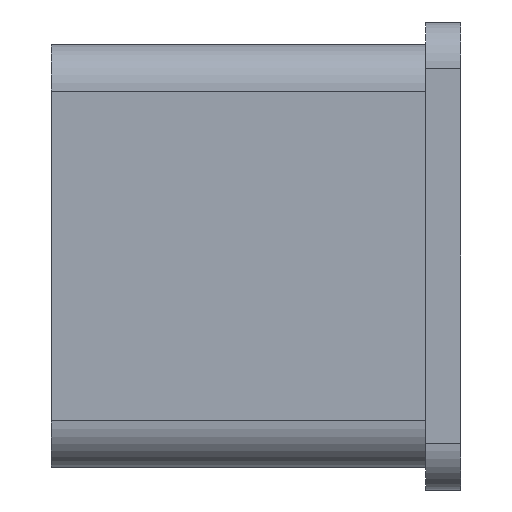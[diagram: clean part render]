
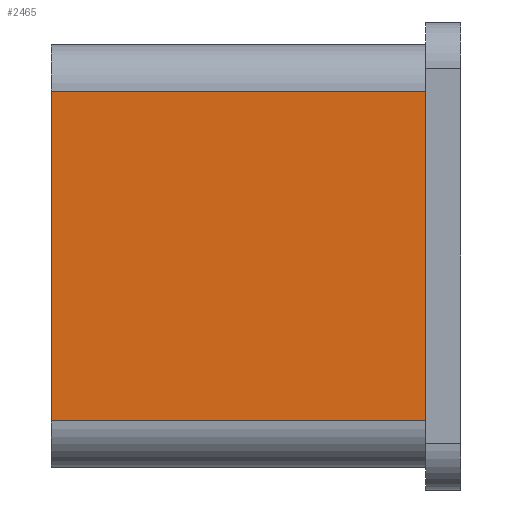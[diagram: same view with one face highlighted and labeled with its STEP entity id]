
A CAD part, left-side view. The second image highlights one B-rep face of the part: STEP entity #2465.
In plain terms, the highlighted planar face has unit normal (-1, 0, 0).
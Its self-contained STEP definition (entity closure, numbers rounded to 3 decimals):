
#56=DIRECTION('',(0.,-1.,0.));
#57=VECTOR('',#56,16.);
#58=CARTESIAN_POINT('',(-39.5,17.5,-7.05));
#59=LINE('',#58,#57);
#74=DIRECTION('',(0.,0.,1.));
#75=VECTOR('',#74,14.1);
#76=CARTESIAN_POINT('',(-39.5,1.5,-7.05));
#77=LINE('',#76,#75);
#87=DIRECTION('',(0.,-1.,0.));
#88=VECTOR('',#87,16.);
#89=CARTESIAN_POINT('',(-39.5,17.5,7.05));
#90=LINE('',#89,#88);
#100=DIRECTION('',(0.,0.,1.));
#101=VECTOR('',#100,14.1);
#102=CARTESIAN_POINT('',(-39.5,17.5,-7.05));
#103=LINE('',#102,#101);
#1790=CARTESIAN_POINT('',(-39.5,17.5,7.05));
#1791=CARTESIAN_POINT('',(-39.5,1.5,7.05));
#1792=VERTEX_POINT('',#1790);
#1793=VERTEX_POINT('',#1791);
#1794=CARTESIAN_POINT('',(-39.5,17.5,-7.05));
#1795=CARTESIAN_POINT('',(-39.5,1.5,-7.05));
#1796=VERTEX_POINT('',#1794);
#1797=VERTEX_POINT('',#1795);
#2452=CARTESIAN_POINT('',(-39.5,0.,-9.05));
#2453=DIRECTION('',(-1.,0.,0.));
#2454=DIRECTION('',(0.,0.,1.));
#2455=AXIS2_PLACEMENT_3D('',#2452,#2453,#2454);
#2456=PLANE('',#2455);
#2458=ORIENTED_EDGE('',*,*,#2457,.T.);
#2459=ORIENTED_EDGE('',*,*,#2408,.F.);
#2460=ORIENTED_EDGE('',*,*,#2443,.F.);
#2462=ORIENTED_EDGE('',*,*,#2461,.T.);
#2463=EDGE_LOOP('',(#2458,#2459,#2460,#2462));
#2464=FACE_OUTER_BOUND('',#2463,.F.);
#2465=ADVANCED_FACE('',(#2464),#2456,.T.);
#2408=EDGE_CURVE('',#1797,#1793,#77,.T.);
#2443=EDGE_CURVE('',#1796,#1797,#59,.T.);
#2457=EDGE_CURVE('',#1792,#1793,#90,.T.);
#2461=EDGE_CURVE('',#1796,#1792,#103,.T.);
